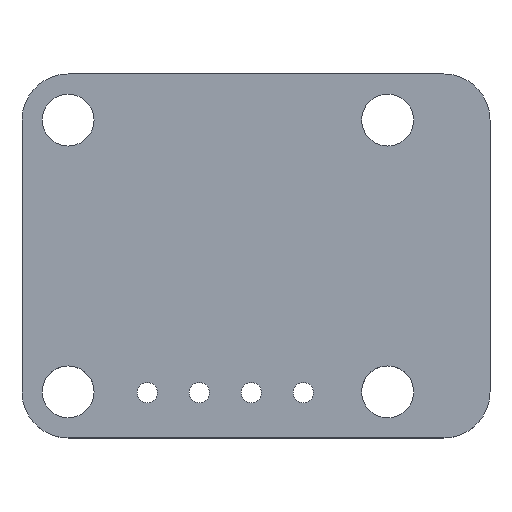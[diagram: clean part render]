
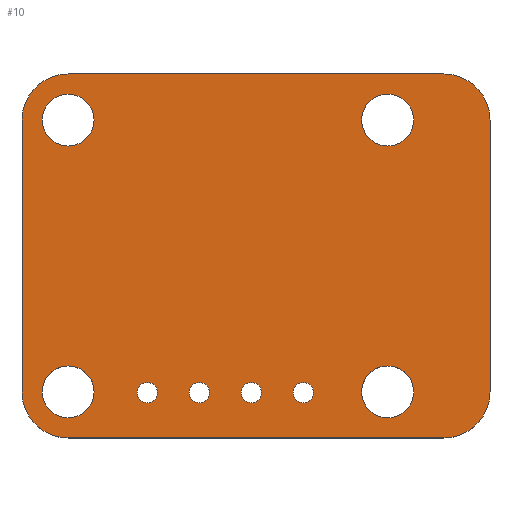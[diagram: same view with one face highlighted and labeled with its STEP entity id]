
A CAD part, top view. The second image highlights one B-rep face of the part: STEP entity #10.
In plain terms, the highlighted planar face has unit normal (0, 0, 1).
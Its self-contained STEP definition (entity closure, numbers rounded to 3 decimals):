
#3 = AXIS2_PLACEMENT_3D ( 'NONE', #600, #137, #638 ) ;
#8 = EDGE_CURVE ( 'NONE', #18, #330, #246, .T. ) ;
#10 = ADVANCED_FACE ( 'NONE', ( #506, #116, #630, #307, #472, #338, #206, #498, #75 ), #45, .F. ) ;
#18 = VERTEX_POINT ( 'NONE', #335 ) ;
#21 = CARTESIAN_POINT ( 'NONE',  ( 9.18, -8.89, 1.587 ) ) ;
#25 = CIRCLE ( 'NONE', #69, 1.27 ) ;
#26 = AXIS2_PLACEMENT_3D ( 'NONE', #542, #92, #546 ) ;
#28 = ORIENTED_EDGE ( 'NONE', *, *, #78, .T. ) ;
#39 = DIRECTION ( 'NONE',  ( 1., 0., 0. ) ) ;
#45 = PLANE ( 'NONE',  #3 ) ;
#47 = ORIENTED_EDGE ( 'NONE', *, *, #50, .T. ) ;
#49 = EDGE_LOOP ( 'NONE', ( #234 ) ) ;
#50 = EDGE_CURVE ( 'NONE', #419, #76, #448, .T. ) ;
#52 = VERTEX_POINT ( 'NONE', #244 ) ;
#55 = CARTESIAN_POINT ( 'NONE',  ( -9.18, -6.64, 1.587 ) ) ;
#58 = AXIS2_PLACEMENT_3D ( 'NONE', #466, #471, #123 ) ;
#59 = VERTEX_POINT ( 'NONE', #488 ) ;
#60 = CARTESIAN_POINT ( 'NONE',  ( 11.43, -6.64, 1.587 ) ) ;
#64 = VECTOR ( 'NONE', #39, 1000. ) ;
#69 = AXIS2_PLACEMENT_3D ( 'NONE', #274, #622, #432 ) ;
#75 = FACE_OUTER_BOUND ( 'NONE', #173, .T. ) ;
#76 = VERTEX_POINT ( 'NONE', #391 ) ;
#78 = EDGE_CURVE ( 'NONE', #518, #419, #363, .T. ) ;
#87 = CIRCLE ( 'NONE', #532, 0.5 ) ;
#89 = EDGE_CURVE ( 'NONE', #555, #18, #457, .T. ) ;
#92 = DIRECTION ( 'NONE',  ( 0., 0., 1. ) ) ;
#94 = CARTESIAN_POINT ( 'NONE',  ( 9.18, 8.89, 1.587 ) ) ;
#95 = LINE ( 'NONE', #159, #602 ) ;
#106 = DIRECTION ( 'NONE',  ( 0., 0., 1. ) ) ;
#112 = EDGE_CURVE ( 'NONE', #367, #367, #216, .T. ) ;
#116 = FACE_BOUND ( 'NONE', #165, .T. ) ;
#117 = ORIENTED_EDGE ( 'NONE', *, *, #377, .F. ) ;
#121 = DIRECTION ( 'NONE',  ( 1., 0., 0. ) ) ;
#123 = DIRECTION ( 'NONE',  ( 1., 0., 0. ) ) ;
#129 = CARTESIAN_POINT ( 'NONE',  ( -7.91, 6.64, 1.587 ) ) ;
#133 = EDGE_CURVE ( 'NONE', #322, #322, #578, .T. ) ;
#134 = VECTOR ( 'NONE', #410, 1000. ) ;
#136 = DIRECTION ( 'NONE',  ( 1., 0., 0. ) ) ;
#137 = DIRECTION ( 'NONE',  ( 0., 0., -1. ) ) ;
#143 = ORIENTED_EDGE ( 'NONE', *, *, #350, .F. ) ;
#144 = AXIS2_PLACEMENT_3D ( 'NONE', #591, #286, #389 ) ;
#145 = CARTESIAN_POINT ( 'NONE',  ( 9.18, -8.89, 1.587 ) ) ;
#146 = CIRCLE ( 'NONE', #579, 2.25 ) ;
#155 = DIRECTION ( 'NONE',  ( 1., 0., 0. ) ) ;
#159 = CARTESIAN_POINT ( 'NONE',  ( -11.43, -6.64, 1.587 ) ) ;
#165 = EDGE_LOOP ( 'NONE', ( #527 ) ) ;
#168 = DIRECTION ( 'NONE',  ( 0., 0., 1. ) ) ;
#173 = EDGE_LOOP ( 'NONE', ( #186, #28, #47, #547, #349, #501, #444, #648 ) ) ;
#180 = CIRCLE ( 'NONE', #58, 2.25 ) ;
#186 = ORIENTED_EDGE ( 'NONE', *, *, #243, .T. ) ;
#191 = VERTEX_POINT ( 'NONE', #333 ) ;
#195 = EDGE_CURVE ( 'NONE', #330, #52, #95, .T. ) ;
#202 = CARTESIAN_POINT ( 'NONE',  ( 2.31, -6.675, 1.587 ) ) ;
#206 = FACE_BOUND ( 'NONE', #494, .T. ) ;
#216 = CIRCLE ( 'NONE', #337, 1.27 ) ;
#223 = VERTEX_POINT ( 'NONE', #401 ) ;
#225 = CIRCLE ( 'NONE', #375, 1.27 ) ;
#234 = ORIENTED_EDGE ( 'NONE', *, *, #550, .F. ) ;
#243 = EDGE_CURVE ( 'NONE', #52, #518, #146, .T. ) ;
#244 = CARTESIAN_POINT ( 'NONE',  ( -11.43, -6.64, 1.587 ) ) ;
#246 = CIRCLE ( 'NONE', #144, 2.25 ) ;
#261 = EDGE_LOOP ( 'NONE', ( #117 ) ) ;
#262 = CARTESIAN_POINT ( 'NONE',  ( -5.31, -6.675, 1.587 ) ) ;
#274 = CARTESIAN_POINT ( 'NONE',  ( 6.43, -6.64, 1.587 ) ) ;
#275 = AXIS2_PLACEMENT_3D ( 'NONE', #262, #421, #512 ) ;
#276 = CARTESIAN_POINT ( 'NONE',  ( 9.18, 8.89, 1.587 ) ) ;
#283 = CARTESIAN_POINT ( 'NONE',  ( -0.23, -6.675, 1.587 ) ) ;
#285 = CARTESIAN_POINT ( 'NONE',  ( 7.7, -6.64, 1.587 ) ) ;
#286 = DIRECTION ( 'NONE',  ( 0., 0., 1. ) ) ;
#300 = DIRECTION ( 'NONE',  ( 0., 0., 1. ) ) ;
#307 = FACE_BOUND ( 'NONE', #261, .T. ) ;
#315 = VECTOR ( 'NONE', #443, 1000. ) ;
#316 = ORIENTED_EDGE ( 'NONE', *, *, #133, .F. ) ;
#321 = ORIENTED_EDGE ( 'NONE', *, *, #452, .F. ) ;
#322 = VERTEX_POINT ( 'NONE', #535 ) ;
#326 = DIRECTION ( 'NONE',  ( 0., 0., 1. ) ) ;
#330 = VERTEX_POINT ( 'NONE', #405 ) ;
#333 = CARTESIAN_POINT ( 'NONE',  ( -4.81, -6.675, 1.587 ) ) ;
#335 = CARTESIAN_POINT ( 'NONE',  ( -9.18, 8.89, 1.587 ) ) ;
#337 = AXIS2_PLACEMENT_3D ( 'NONE', #647, #300, #351 ) ;
#338 = FACE_BOUND ( 'NONE', #639, .T. ) ;
#349 = ORIENTED_EDGE ( 'NONE', *, *, #409, .T. ) ;
#350 = EDGE_CURVE ( 'NONE', #556, #556, #549, .T. ) ;
#351 = DIRECTION ( 'NONE',  ( 1., 0., 0. ) ) ;
#363 = LINE ( 'NONE', #145, #64 ) ;
#367 = VERTEX_POINT ( 'NONE', #129 ) ;
#373 = ORIENTED_EDGE ( 'NONE', *, *, #112, .F. ) ;
#375 = AXIS2_PLACEMENT_3D ( 'NONE', #509, #612, #121 ) ;
#377 = EDGE_CURVE ( 'NONE', #191, #191, #425, .T. ) ;
#389 = DIRECTION ( 'NONE',  ( 1., 0., 0. ) ) ;
#391 = CARTESIAN_POINT ( 'NONE',  ( 11.43, -6.64, 1.587 ) ) ;
#394 = AXIS2_PLACEMENT_3D ( 'NONE', #202, #106, #155 ) ;
#401 = CARTESIAN_POINT ( 'NONE',  ( 11.43, 6.64, 1.587 ) ) ;
#403 = EDGE_LOOP ( 'NONE', ( #321 ) ) ;
#405 = CARTESIAN_POINT ( 'NONE',  ( -11.43, 6.64, 1.587 ) ) ;
#409 = EDGE_CURVE ( 'NONE', #223, #555, #180, .T. ) ;
#410 = DIRECTION ( 'NONE',  ( 0., 1., 0. ) ) ;
#419 = VERTEX_POINT ( 'NONE', #21 ) ;
#421 = DIRECTION ( 'NONE',  ( 0., 0., 1. ) ) ;
#422 = DIRECTION ( 'NONE',  ( 0., 0., 1. ) ) ;
#425 = CIRCLE ( 'NONE', #275, 0.5 ) ;
#432 = DIRECTION ( 'NONE',  ( 1., 0., 0. ) ) ;
#443 = DIRECTION ( 'NONE',  ( -1., 0., 0. ) ) ;
#444 = ORIENTED_EDGE ( 'NONE', *, *, #8, .T. ) ;
#448 = CIRCLE ( 'NONE', #26, 2.25 ) ;
#452 = EDGE_CURVE ( 'NONE', #59, #59, #225, .T. ) ;
#457 = LINE ( 'NONE', #94, #315 ) ;
#458 = EDGE_LOOP ( 'NONE', ( #143 ) ) ;
#462 = CARTESIAN_POINT ( 'NONE',  ( -9.18, -8.89, 1.587 ) ) ;
#466 = CARTESIAN_POINT ( 'NONE',  ( 9.18, 6.64, 1.587 ) ) ;
#471 = DIRECTION ( 'NONE',  ( 0., 0., 1. ) ) ;
#472 = FACE_BOUND ( 'NONE', #49, .T. ) ;
#475 = LINE ( 'NONE', #60, #134 ) ;
#481 = VERTEX_POINT ( 'NONE', #285 ) ;
#488 = CARTESIAN_POINT ( 'NONE',  ( 7.7, 6.64, 1.587 ) ) ;
#494 = EDGE_LOOP ( 'NONE', ( #316 ) ) ;
#498 = FACE_BOUND ( 'NONE', #616, .T. ) ;
#499 = ORIENTED_EDGE ( 'NONE', *, *, #621, .F. ) ;
#501 = ORIENTED_EDGE ( 'NONE', *, *, #89, .T. ) ;
#502 = EDGE_CURVE ( 'NONE', #76, #223, #475, .T. ) ;
#503 = DIRECTION ( 'NONE',  ( 0., -1., 0. ) ) ;
#506 = FACE_BOUND ( 'NONE', #403, .T. ) ;
#508 = CARTESIAN_POINT ( 'NONE',  ( -9.18, -6.64, 1.587 ) ) ;
#509 = CARTESIAN_POINT ( 'NONE',  ( 6.43, 6.64, 1.587 ) ) ;
#512 = DIRECTION ( 'NONE',  ( 1., 0., 0. ) ) ;
#518 = VERTEX_POINT ( 'NONE', #462 ) ;
#520 = DIRECTION ( 'NONE',  ( -1., 0., 0. ) ) ;
#527 = ORIENTED_EDGE ( 'NONE', *, *, #558, .F. ) ;
#532 = AXIS2_PLACEMENT_3D ( 'NONE', #577, #326, #580 ) ;
#535 = CARTESIAN_POINT ( 'NONE',  ( 2.81, -6.675, 1.587 ) ) ;
#539 = VERTEX_POINT ( 'NONE', #642 ) ;
#542 = CARTESIAN_POINT ( 'NONE',  ( 9.18, -6.64, 1.587 ) ) ;
#543 = CARTESIAN_POINT ( 'NONE',  ( -7.91, -6.64, 1.587 ) ) ;
#544 = AXIS2_PLACEMENT_3D ( 'NONE', #283, #422, #136 ) ;
#546 = DIRECTION ( 'NONE',  ( 1., 0., 0. ) ) ;
#547 = ORIENTED_EDGE ( 'NONE', *, *, #502, .T. ) ;
#549 = CIRCLE ( 'NONE', #643, 1.27 ) ;
#550 = EDGE_CURVE ( 'NONE', #539, #539, #87, .T. ) ;
#555 = VERTEX_POINT ( 'NONE', #276 ) ;
#556 = VERTEX_POINT ( 'NONE', #543 ) ;
#558 = EDGE_CURVE ( 'NONE', #481, #481, #25, .T. ) ;
#577 = CARTESIAN_POINT ( 'NONE',  ( -2.77, -6.675, 1.587 ) ) ;
#578 = CIRCLE ( 'NONE', #394, 0.5 ) ;
#579 = AXIS2_PLACEMENT_3D ( 'NONE', #55, #168, #520 ) ;
#580 = DIRECTION ( 'NONE',  ( 1., 0., 0. ) ) ;
#583 = VERTEX_POINT ( 'NONE', #635 ) ;
#591 = CARTESIAN_POINT ( 'NONE',  ( -9.18, 6.64, 1.587 ) ) ;
#600 = CARTESIAN_POINT ( 'NONE',  ( -9.18, -6.64, 1.587 ) ) ;
#602 = VECTOR ( 'NONE', #503, 1000. ) ;
#609 = DIRECTION ( 'NONE',  ( 0., 0., 1. ) ) ;
#612 = DIRECTION ( 'NONE',  ( 0., 0., 1. ) ) ;
#616 = EDGE_LOOP ( 'NONE', ( #373 ) ) ;
#618 = DIRECTION ( 'NONE',  ( 1., 0., 0. ) ) ;
#621 = EDGE_CURVE ( 'NONE', #583, #583, #626, .T. ) ;
#622 = DIRECTION ( 'NONE',  ( 0., 0., 1. ) ) ;
#626 = CIRCLE ( 'NONE', #544, 0.5 ) ;
#630 = FACE_BOUND ( 'NONE', #458, .T. ) ;
#635 = CARTESIAN_POINT ( 'NONE',  ( 0.27, -6.675, 1.587 ) ) ;
#638 = DIRECTION ( 'NONE',  ( -1., 0., 0. ) ) ;
#639 = EDGE_LOOP ( 'NONE', ( #499 ) ) ;
#642 = CARTESIAN_POINT ( 'NONE',  ( -2.27, -6.675, 1.587 ) ) ;
#643 = AXIS2_PLACEMENT_3D ( 'NONE', #508, #609, #618 ) ;
#647 = CARTESIAN_POINT ( 'NONE',  ( -9.18, 6.64, 1.587 ) ) ;
#648 = ORIENTED_EDGE ( 'NONE', *, *, #195, .T. ) ;
